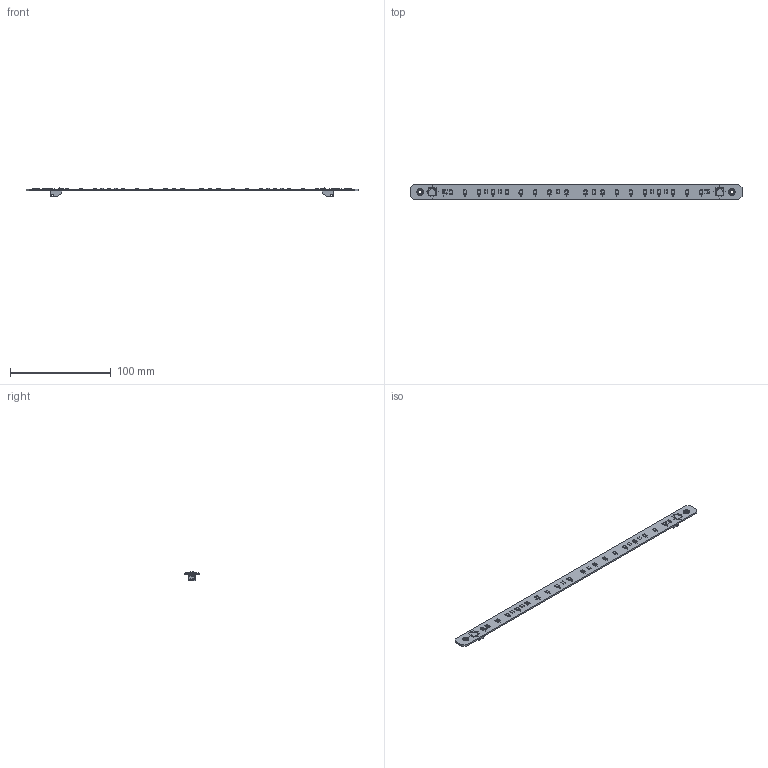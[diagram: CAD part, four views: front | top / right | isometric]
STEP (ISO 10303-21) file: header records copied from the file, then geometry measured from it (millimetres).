
FILE_DESCRIPTION(('KiCad electronic assembly'),'2;1');
FILE_NAME('LED Light Bar.step','2025-06-03T10:01:59',('Pcbnew'),('Kicad' ),'Open CASCADE STEP processor 7.8','KiCad to STEP converter', 'Unknown');
FILE_SCHEMA(('AUTOMOTIVE_DESIGN { 1 0 10303 214 1 1 1 1 }'));
Length unit declared in the file: millimetre
Products named in the file (7): LED Light Bar 1; LED_2835; R_1210_3225Metric; JST_XH_S2B-XH-A_1x02_P2.50mm_Horizontal; LED Light Bar_pad; LED Light Bar_silkscreen; LED Light Bar_PCB
Assembly tree (29 placements, depth 2):
  LED Light Bar 1
    LED_2835  x18
    R_1210_3225Metric  x6
    JST_XH_S2B-XH-A_1x02_P2.50mm_Horizontal  x2
    LED Light Bar_pad
    LED Light Bar_silkscreen
    LED Light Bar_PCB
Bounding box: 330 x 15 x 9.5 mm (x, y, z)
Volume: 7928.4 mm3; surface area: 14332.5 mm2
Topology: 195 solids, 293 shells, 2936 faces, 8765 edges, 6307 vertices
Faces by surface type: plane 2312, cylinder 624
Full cylindrical faces by diameter (mm): 0.4 x18, 0.45 x80, 0.5 x32, 0.8 x32, 0.95 x12, 1 x8, 3.15 x6, 3.2 x4, 6.4 x4
Entity records: 43628 total; most frequent: CARTESIAN_POINT 7765, DIRECTION 6748, ORIENTED_EDGE 5789, EDGE_CURVE 3684, VERTEX_POINT 2975, LINE 2768, VECTOR 2768, AXIS2_PLACEMENT_3D 1990
